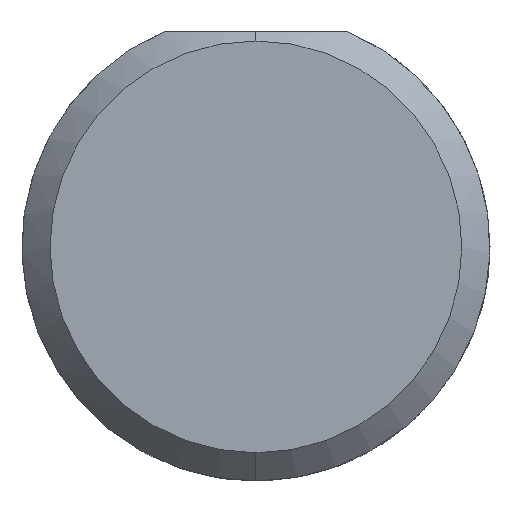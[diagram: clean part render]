
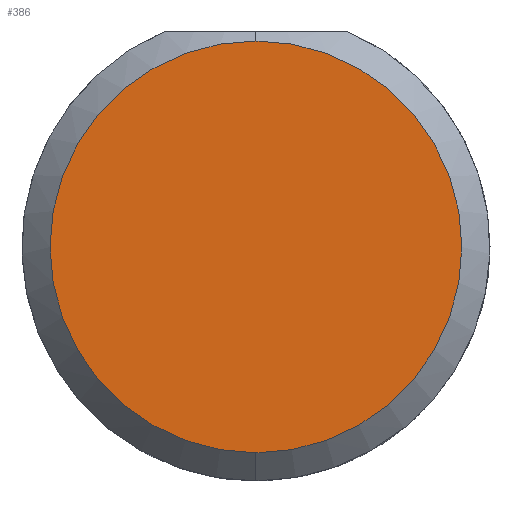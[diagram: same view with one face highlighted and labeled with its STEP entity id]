
A CAD part, left-side view. The second image highlights one B-rep face of the part: STEP entity #386.
In plain terms, the highlighted planar face has unit normal (-1, 0, 0).
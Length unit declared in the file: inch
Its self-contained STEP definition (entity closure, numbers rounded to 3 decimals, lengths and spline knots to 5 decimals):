
#5 = DIRECTION ( 'NONE',  ( 0., 0., 1. ) ) ;
#9 = ORIENTED_EDGE ( 'NONE', *, *, #392, .T. ) ;
#63 = DIRECTION ( 'NONE',  ( -1., 0., 0. ) ) ;
#72 = DIRECTION ( 'NONE',  ( 1., 0., 0. ) ) ;
#107 = VERTEX_POINT ( 'NONE', #690 ) ;
#126 = DIRECTION ( 'NONE',  ( -1., 0., 0. ) ) ;
#170 = CIRCLE ( 'NONE', #183, 0.10985 ) ;
#177 = CARTESIAN_POINT ( 'NONE',  ( 0., 0., -0.10985 ) ) ;
#183 = AXIS2_PLACEMENT_3D ( 'NONE', #252, #126, #784 ) ;
#188 = CARTESIAN_POINT ( 'NONE',  ( 0., 0., 0. ) ) ;
#252 = CARTESIAN_POINT ( 'NONE',  ( 0., 0., 0. ) ) ;
#305 = PLANE ( 'NONE',  #417 ) ;
#320 = VERTEX_POINT ( 'NONE', #177 ) ;
#366 = FACE_OUTER_BOUND ( 'NONE', #659, .T. ) ;
#386 = ADVANCED_FACE ( 'NONE', ( #366 ), #305, .F. ) ;
#392 = EDGE_CURVE ( 'NONE', #320, #107, #170, .T. ) ;
#393 = EDGE_CURVE ( 'NONE', #107, #320, #759, .T. ) ;
#417 = AXIS2_PLACEMENT_3D ( 'NONE', #727, #72, #675 ) ;
#596 = ORIENTED_EDGE ( 'NONE', *, *, #393, .T. ) ;
#608 = AXIS2_PLACEMENT_3D ( 'NONE', #188, #63, #5 ) ;
#659 = EDGE_LOOP ( 'NONE', ( #9, #596 ) ) ;
#675 = DIRECTION ( 'NONE',  ( 0., 0., -1. ) ) ;
#690 = CARTESIAN_POINT ( 'NONE',  ( 0., 0., 0.10985 ) ) ;
#727 = CARTESIAN_POINT ( 'NONE',  ( 0., 0., 0. ) ) ;
#759 = CIRCLE ( 'NONE', #608, 0.10985 ) ;
#784 = DIRECTION ( 'NONE',  ( 0., 0., 1. ) ) ;
